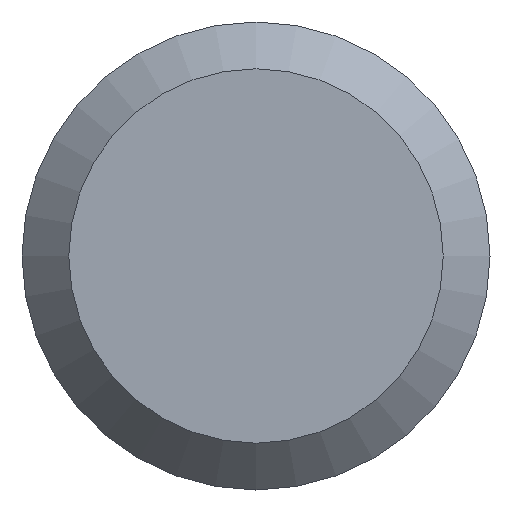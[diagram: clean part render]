
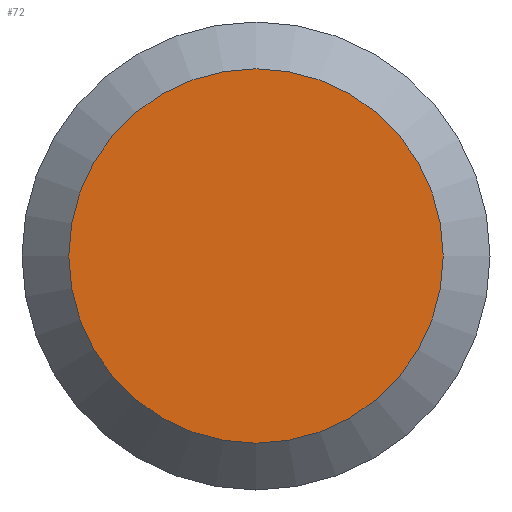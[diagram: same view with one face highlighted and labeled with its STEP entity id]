
A CAD part, left-side view. The second image highlights one B-rep face of the part: STEP entity #72.
In plain terms, the highlighted planar face has unit normal (-1, 0, 0).
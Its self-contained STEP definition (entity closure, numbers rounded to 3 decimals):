
#1 = EDGE_CURVE ( 'NONE', #151, #151, #17, .T. ) ;
#8 = CARTESIAN_POINT ( 'NONE',  ( 0., 0., 0. ) ) ;
#17 = CIRCLE ( 'NONE', #138, 4.88 ) ;
#18 = DIRECTION ( 'NONE',  ( 1., 0., 0. ) ) ;
#43 = CARTESIAN_POINT ( 'NONE',  ( 0., 6.1, 0. ) ) ;
#51 = EDGE_LOOP ( 'NONE', ( #148 ) ) ;
#72 = ADVANCED_FACE ( 'NONE', ( #79 ), #115, .F. ) ;
#79 = FACE_OUTER_BOUND ( 'NONE', #51, .T. ) ;
#101 = AXIS2_PLACEMENT_3D ( 'NONE', #43, #18, #131 ) ;
#115 = PLANE ( 'NONE',  #101 ) ;
#123 = DIRECTION ( 'NONE',  ( -1., 0., 0. ) ) ;
#131 = DIRECTION ( 'NONE',  ( 0., 0., -1. ) ) ;
#138 = AXIS2_PLACEMENT_3D ( 'NONE', #8, #123, #198 ) ;
#141 = CARTESIAN_POINT ( 'NONE',  ( 0., 0., -4.88 ) ) ;
#148 = ORIENTED_EDGE ( 'NONE', *, *, #1, .T. ) ;
#151 = VERTEX_POINT ( 'NONE', #141 ) ;
#198 = DIRECTION ( 'NONE',  ( 0., 0., -1. ) ) ;
